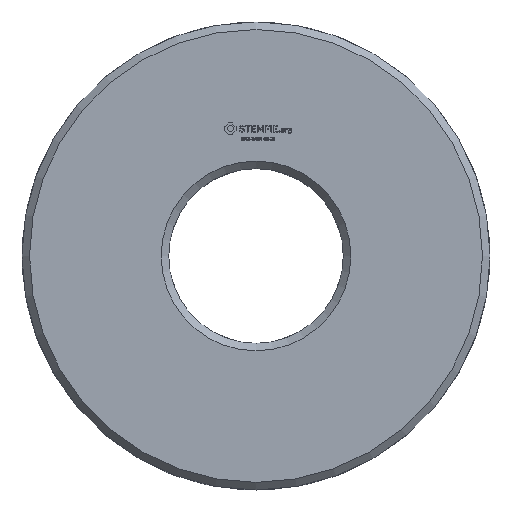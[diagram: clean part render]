
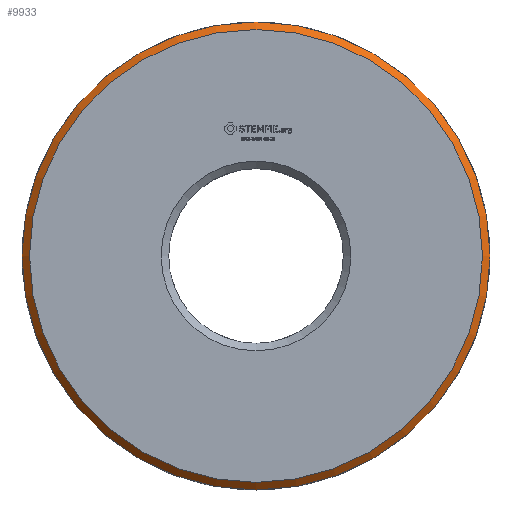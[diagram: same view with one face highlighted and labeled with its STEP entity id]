
A CAD part, top view. The second image highlights one B-rep face of the part: STEP entity #9933.
In plain terms, the highlighted conical face has half-angle 45 degrees and reference radius 9.375 mm.
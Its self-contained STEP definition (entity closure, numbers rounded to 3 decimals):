
#21 = EDGE_CURVE('',#22,#22,#24,.T.);
#22 = VERTEX_POINT('',#23);
#23 = CARTESIAN_POINT('',(9.075,0.,3.125));
#24 = SURFACE_CURVE('',#25,(#30,#42),.PCURVE_S1.);
#25 = CIRCLE('',#26,9.075);
#26 = AXIS2_PLACEMENT_3D('',#27,#28,#29);
#27 = CARTESIAN_POINT('',(0.,0.,3.125));
#28 = DIRECTION('',(0.,0.,-1.));
#29 = DIRECTION('',(1.,0.,0.));
#30 = PCURVE('',#31,#36);
#31 = PLANE('',#32);
#32 = AXIS2_PLACEMENT_3D('',#33,#34,#35);
#33 = CARTESIAN_POINT('',(0.,0.,3.125));
#34 = DIRECTION('',(0.,0.,-1.));
#35 = DIRECTION('',(1.,0.,0.));
#36 = DEFINITIONAL_REPRESENTATION('',(#37),#41);
#37 = CIRCLE('',#38,9.075);
#38 = AXIS2_PLACEMENT_2D('',#39,#40);
#39 = CARTESIAN_POINT('',(0.,0.));
#40 = DIRECTION('',(1.,0.));
#41 = ( GEOMETRIC_REPRESENTATION_CONTEXT(2) 
PARAMETRIC_REPRESENTATION_CONTEXT() REPRESENTATION_CONTEXT('2D SPACE',''
  ) );
#42 = PCURVE('',#43,#48);
#43 = CONICAL_SURFACE('',#44,9.375,0.785);
#44 = AXIS2_PLACEMENT_3D('',#45,#46,#47);
#45 = CARTESIAN_POINT('',(0.,0.,2.825));
#46 = DIRECTION('',(0.,0.,-1.));
#47 = DIRECTION('',(1.,0.,0.));
#48 = DEFINITIONAL_REPRESENTATION('',(#49),#53);
#49 = LINE('',#50,#51);
#50 = CARTESIAN_POINT('',(0.,-0.3));
#51 = VECTOR('',#52,1.);
#52 = DIRECTION('',(1.,-0.));
#53 = ( GEOMETRIC_REPRESENTATION_CONTEXT(2) 
PARAMETRIC_REPRESENTATION_CONTEXT() REPRESENTATION_CONTEXT('2D SPACE',''
  ) );
#9933 = ADVANCED_FACE('',(#9934),#43,.T.);
#9934 = FACE_BOUND('',#9935,.F.);
#9935 = EDGE_LOOP('',(#9936,#9965,#9986,#9987));
#9936 = ORIENTED_EDGE('',*,*,#9937,.T.);
#9937 = EDGE_CURVE('',#9938,#9938,#9940,.T.);
#9938 = VERTEX_POINT('',#9939);
#9939 = CARTESIAN_POINT('',(9.375,0.,2.825));
#9940 = SURFACE_CURVE('',#9941,(#9946,#9953),.PCURVE_S1.);
#9941 = CIRCLE('',#9942,9.375);
#9942 = AXIS2_PLACEMENT_3D('',#9943,#9944,#9945);
#9943 = CARTESIAN_POINT('',(0.,0.,2.825));
#9944 = DIRECTION('',(0.,0.,-1.));
#9945 = DIRECTION('',(1.,0.,0.));
#9946 = PCURVE('',#43,#9947);
#9947 = DEFINITIONAL_REPRESENTATION('',(#9948),#9952);
#9948 = LINE('',#9949,#9950);
#9949 = CARTESIAN_POINT('',(0.,-0.));
#9950 = VECTOR('',#9951,1.);
#9951 = DIRECTION('',(1.,-0.));
#9952 = ( GEOMETRIC_REPRESENTATION_CONTEXT(2) 
PARAMETRIC_REPRESENTATION_CONTEXT() REPRESENTATION_CONTEXT('2D SPACE',''
  ) );
#9953 = PCURVE('',#9954,#9959);
#9954 = CYLINDRICAL_SURFACE('',#9955,9.375);
#9955 = AXIS2_PLACEMENT_3D('',#9956,#9957,#9958);
#9956 = CARTESIAN_POINT('',(0.,0.,2.325));
#9957 = DIRECTION('',(0.,0.,1.));
#9958 = DIRECTION('',(1.,0.,0.));
#9959 = DEFINITIONAL_REPRESENTATION('',(#9960),#9964);
#9960 = LINE('',#9961,#9962);
#9961 = CARTESIAN_POINT('',(-0.,0.5));
#9962 = VECTOR('',#9963,1.);
#9963 = DIRECTION('',(-1.,0.));
#9964 = ( GEOMETRIC_REPRESENTATION_CONTEXT(2) 
PARAMETRIC_REPRESENTATION_CONTEXT() REPRESENTATION_CONTEXT('2D SPACE',''
  ) );
#9965 = ORIENTED_EDGE('',*,*,#9966,.T.);
#9966 = EDGE_CURVE('',#9938,#22,#9967,.T.);
#9967 = SEAM_CURVE('',#9968,(#9972,#9979),.PCURVE_S1.);
#9968 = LINE('',#9969,#9970);
#9969 = CARTESIAN_POINT('',(9.375,0.,2.825));
#9970 = VECTOR('',#9971,1.);
#9971 = DIRECTION('',(-0.707,0.,0.707
    ));
#9972 = PCURVE('',#43,#9973);
#9973 = DEFINITIONAL_REPRESENTATION('',(#9974),#9978);
#9974 = LINE('',#9975,#9976);
#9975 = CARTESIAN_POINT('',(0.,-0.));
#9976 = VECTOR('',#9977,1.);
#9977 = DIRECTION('',(0.,-1.));
#9978 = ( GEOMETRIC_REPRESENTATION_CONTEXT(2) 
PARAMETRIC_REPRESENTATION_CONTEXT() REPRESENTATION_CONTEXT('2D SPACE',''
  ) );
#9979 = PCURVE('',#43,#9980);
#9980 = DEFINITIONAL_REPRESENTATION('',(#9981),#9985);
#9981 = LINE('',#9982,#9983);
#9982 = CARTESIAN_POINT('',(6.283,-0.));
#9983 = VECTOR('',#9984,1.);
#9984 = DIRECTION('',(0.,-1.));
#9985 = ( GEOMETRIC_REPRESENTATION_CONTEXT(2) 
PARAMETRIC_REPRESENTATION_CONTEXT() REPRESENTATION_CONTEXT('2D SPACE',''
  ) );
#9986 = ORIENTED_EDGE('',*,*,#21,.F.);
#9987 = ORIENTED_EDGE('',*,*,#9966,.F.);
